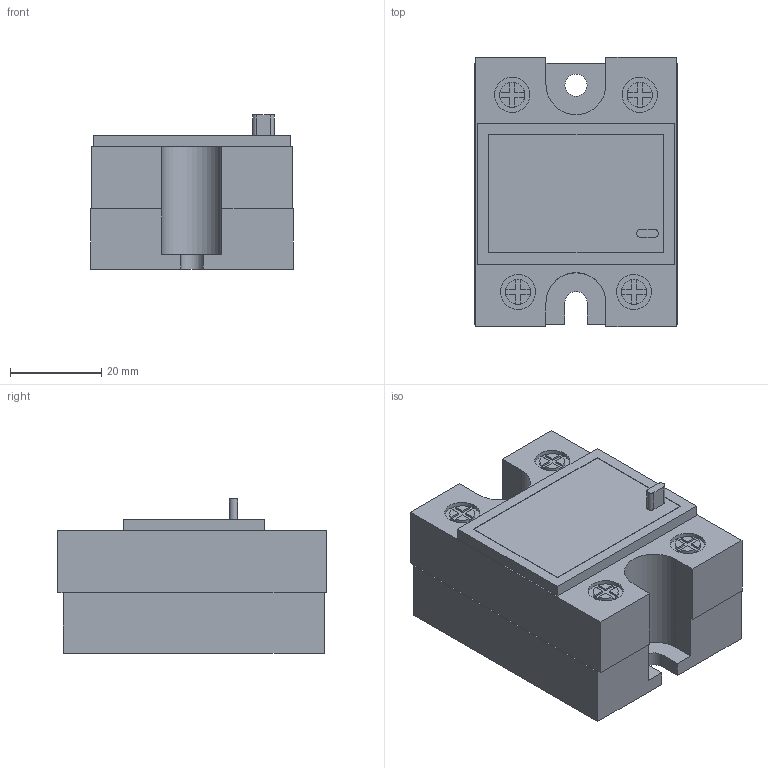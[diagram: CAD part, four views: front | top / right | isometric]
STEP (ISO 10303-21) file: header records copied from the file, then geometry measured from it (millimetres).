
FILE_DESCRIPTION((''),'2;1');
FILE_NAME('SSP1A150M7-3D_ASM','2021-05-13T11:28:39',('SESA481258'),('Schneider-Electric'),'CREO PARAMETRIC BY PTC INC, 2019471','CREO PARAMETRIC BY PTC INC, 2019471','');
FILE_SCHEMA(('AP242_MANAGED_MODEL_BASED_3D_ENGINEERING_MIM_LF { 1 0 10303 442 1 1 4 }'));
Products named in the file (3): SSP1A150M7-BASE; SCREW-5P5; SSP1A150M7-3D_ASM
Assembly tree (5 placements, depth 2):
  SSP1A150M7-3D_ASM
    SSP1A150M7-BASE
    SCREW-5P5  x4
Bounding box: 44.45 x 58.97 x 33.78 mm (x, y, z)
Volume: 65320 mm3; surface area: 12298.8 mm2
Topology: 5 solids, 5 shells, 123 faces, 323 edges, 226 vertices
Faces by surface type: plane 100, cylinder 23
Entity records: 57726 total; most frequent: CARTESIAN_POINT 53944, POLYLINE 924, DIRECTION 528, ORIENTED_EDGE 376, AXIS2_PLACEMENT_3D 188, EDGE_CURVE 188, VECTOR 152, LINE 152
